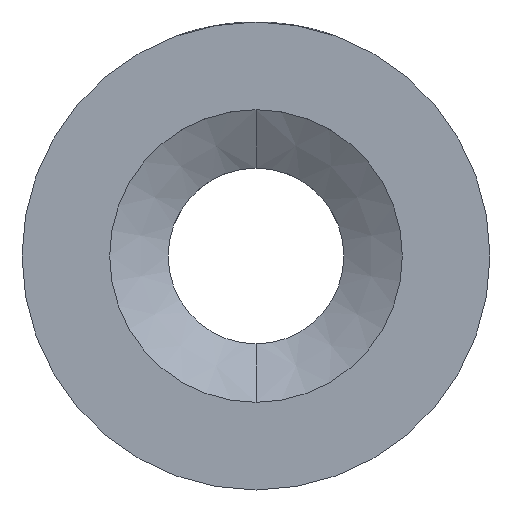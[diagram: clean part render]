
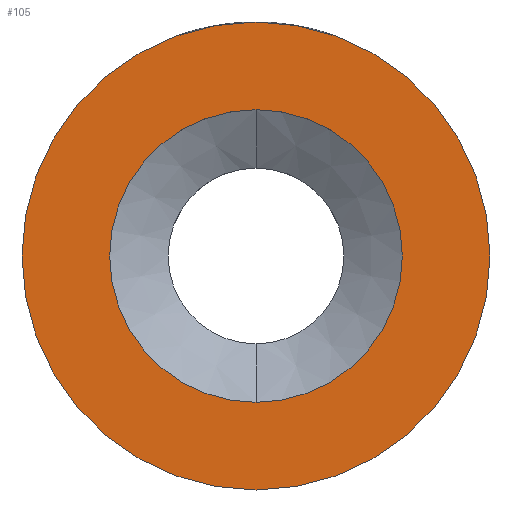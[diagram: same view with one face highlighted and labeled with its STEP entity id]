
A CAD part, front view. The second image highlights one B-rep face of the part: STEP entity #105.
In plain terms, the highlighted planar face has unit normal (0, -1, 0).
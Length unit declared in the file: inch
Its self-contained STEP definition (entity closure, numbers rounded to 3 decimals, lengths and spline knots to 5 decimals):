
#65 = CARTESIAN_POINT ( 'NONE',  ( 0., 0., 0.15625 ) ) ;
#105 = ADVANCED_FACE ( 'NONE', ( #347, #330 ), #651, .F. ) ;
#151 = CARTESIAN_POINT ( 'NONE',  ( 0., 0., -0.15625 ) ) ;
#186 = EDGE_CURVE ( 'NONE', #453, #448, #345, .T. ) ;
#203 = CIRCLE ( 'NONE', #277, 0.15625 ) ;
#244 = CIRCLE ( 'NONE', #295, 0.24985 ) ;
#274 = CIRCLE ( 'NONE', #300, 0.15625 ) ;
#277 = AXIS2_PLACEMENT_3D ( 'NONE', #359, #357, #353 ) ;
#295 = AXIS2_PLACEMENT_3D ( 'NONE', #377, #596, #618 ) ;
#300 = AXIS2_PLACEMENT_3D ( 'NONE', #490, #486, #420 ) ;
#330 = FACE_OUTER_BOUND ( 'NONE', #504, .T. ) ;
#345 = CIRCLE ( 'NONE', #376, 0.24985 ) ;
#346 = AXIS2_PLACEMENT_3D ( 'NONE', #744, #632, #628 ) ;
#347 = FACE_BOUND ( 'NONE', #700, .T. ) ;
#353 = DIRECTION ( 'NONE',  ( 0., 0., -1. ) ) ;
#357 = DIRECTION ( 'NONE',  ( 0., -1., 0. ) ) ;
#359 = CARTESIAN_POINT ( 'NONE',  ( 0., 0., 0. ) ) ;
#366 = ORIENTED_EDGE ( 'NONE', *, *, #584, .F. ) ;
#369 = ORIENTED_EDGE ( 'NONE', *, *, #576, .F. ) ;
#376 = AXIS2_PLACEMENT_3D ( 'NONE', #653, #673, #743 ) ;
#377 = CARTESIAN_POINT ( 'NONE',  ( 0., 0., 0. ) ) ;
#382 = ORIENTED_EDGE ( 'NONE', *, *, #556, .F. ) ;
#412 = CARTESIAN_POINT ( 'NONE',  ( 0., 0., -0.24985 ) ) ;
#420 = DIRECTION ( 'NONE',  ( 0., 0., -1. ) ) ;
#448 = VERTEX_POINT ( 'NONE', #695 ) ;
#453 = VERTEX_POINT ( 'NONE', #412 ) ;
#486 = DIRECTION ( 'NONE',  ( 0., -1., 0. ) ) ;
#490 = CARTESIAN_POINT ( 'NONE',  ( 0., 0., 0. ) ) ;
#504 = EDGE_LOOP ( 'NONE', ( #573, #369 ) ) ;
#556 = EDGE_CURVE ( 'NONE', #784, #648, #274, .T. ) ;
#573 = ORIENTED_EDGE ( 'NONE', *, *, #186, .F. ) ;
#576 = EDGE_CURVE ( 'NONE', #448, #453, #244, .T. ) ;
#584 = EDGE_CURVE ( 'NONE', #648, #784, #203, .T. ) ;
#596 = DIRECTION ( 'NONE',  ( 0., 1., 0. ) ) ;
#618 = DIRECTION ( 'NONE',  ( 0., 0., 1. ) ) ;
#628 = DIRECTION ( 'NONE',  ( 0., 0., 1. ) ) ;
#632 = DIRECTION ( 'NONE',  ( 0., 1., 0. ) ) ;
#648 = VERTEX_POINT ( 'NONE', #151 ) ;
#651 = PLANE ( 'NONE',  #346 ) ;
#653 = CARTESIAN_POINT ( 'NONE',  ( 0., 0., 0. ) ) ;
#673 = DIRECTION ( 'NONE',  ( 0., 1., 0. ) ) ;
#695 = CARTESIAN_POINT ( 'NONE',  ( 0., 0., 0.24985 ) ) ;
#700 = EDGE_LOOP ( 'NONE', ( #366, #382 ) ) ;
#743 = DIRECTION ( 'NONE',  ( 0., 0., 1. ) ) ;
#744 = CARTESIAN_POINT ( 'NONE',  ( 0., 0., 0. ) ) ;
#784 = VERTEX_POINT ( 'NONE', #65 ) ;
